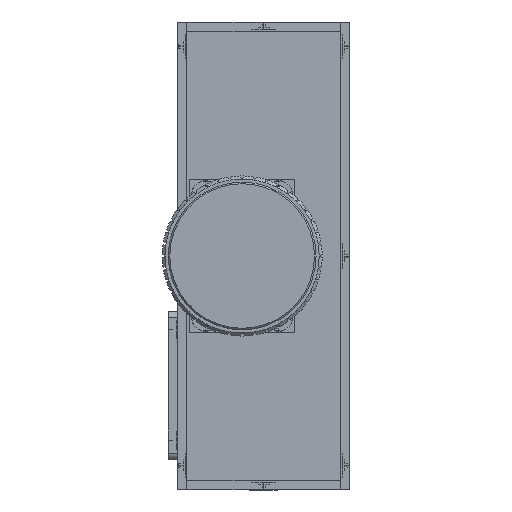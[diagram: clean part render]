
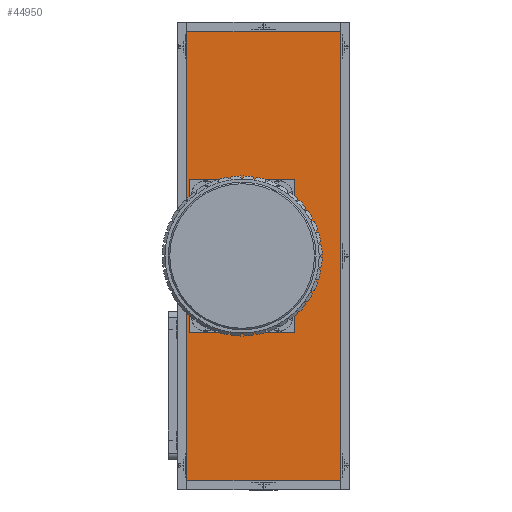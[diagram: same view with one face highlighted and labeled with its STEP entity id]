
A CAD part, left-side view. The second image highlights one B-rep face of the part: STEP entity #44950.
In plain terms, the highlighted planar face has unit normal (-1, 0, 0).
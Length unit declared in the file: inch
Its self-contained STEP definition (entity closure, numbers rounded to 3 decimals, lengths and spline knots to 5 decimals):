
#687 = ORIENTED_EDGE ( 'NONE', *, *, #101805, .F. ) ;
#3103 = VECTOR ( 'NONE', #37978, 39.37008 ) ;
#3639 = DIRECTION ( 'NONE',  ( 0., -1., 0. ) ) ;
#4641 = CARTESIAN_POINT ( 'NONE',  ( -6.33858, 0.55118, 1.43701 ) ) ;
#5775 = ORIENTED_EDGE ( 'NONE', *, *, #7818, .F. ) ;
#6612 = VERTEX_POINT ( 'NONE', #59203 ) ;
#6929 = VERTEX_POINT ( 'NONE', #79673 ) ;
#7818 = EDGE_CURVE ( 'NONE', #87805, #6929, #23694, .T. ) ;
#9204 = DIRECTION ( 'NONE',  ( 0., -1., 0. ) ) ;
#11462 = LINE ( 'NONE', #82115, #106300 ) ;
#11617 = CARTESIAN_POINT ( 'NONE',  ( -6.33858, -0.49213, 1.49606 ) ) ;
#12217 = DIRECTION ( 'NONE',  ( 0., -1., 0. ) ) ;
#12312 = VECTOR ( 'NONE', #47523, 39.37008 ) ;
#13856 = CARTESIAN_POINT ( 'NONE',  ( -6.33858, -0.19685, -0.49213 ) ) ;
#21191 = LINE ( 'NONE', #90129, #3103 ) ;
#21980 = DIRECTION ( 'NONE',  ( 0., 0., 1. ) ) ;
#23013 = PLANE ( 'NONE',  #24733 ) ;
#23694 = LINE ( 'NONE', #13856, #114354 ) ;
#24495 = ORIENTED_EDGE ( 'NONE', *, *, #53911, .F. ) ;
#24733 = AXIS2_PLACEMENT_3D ( 'NONE', #32267, #57765, #75720 ) ;
#26052 = EDGE_CURVE ( 'NONE', #74453, #87805, #82989, .T. ) ;
#26777 = CARTESIAN_POINT ( 'NONE',  ( -6.33858, 0.47244, 0.49213 ) ) ;
#27674 = VERTEX_POINT ( 'NONE', #26777 ) ;
#28823 = EDGE_LOOP ( 'NONE', ( #687, #51177, #87900, #24495 ) ) ;
#32267 = CARTESIAN_POINT ( 'NONE',  ( -6.33858, 0.55118, 1.49606 ) ) ;
#33015 = CARTESIAN_POINT ( 'NONE',  ( -6.33858, 0.49213, 1.43701 ) ) ;
#34980 = LINE ( 'NONE', #77891, #77618 ) ;
#37978 = DIRECTION ( 'NONE',  ( 0., 1., 0. ) ) ;
#38865 = VECTOR ( 'NONE', #12217, 39.37008 ) ;
#44950 = ADVANCED_FACE ( 'NONE', ( #102365, #104082 ), #23013, .F. ) ;
#46228 = DIRECTION ( 'NONE',  ( 0., 0., -1. ) ) ;
#47523 = DIRECTION ( 'NONE',  ( 0., 0., 1. ) ) ;
#50012 = EDGE_LOOP ( 'NONE', ( #109192, #104463, #101377, #5775 ) ) ;
#51177 = ORIENTED_EDGE ( 'NONE', *, *, #91770, .T. ) ;
#51345 = CARTESIAN_POINT ( 'NONE',  ( -6.33858, 0.49213, -1.43701 ) ) ;
#52057 = CARTESIAN_POINT ( 'NONE',  ( -6.33858, -0.49213, 1.43701 ) ) ;
#53911 = EDGE_CURVE ( 'NONE', #102549, #87550, #73606, .T. ) ;
#57765 = DIRECTION ( 'NONE',  ( 1., 0., 0. ) ) ;
#59203 = CARTESIAN_POINT ( 'NONE',  ( -6.33858, -0.49213, -1.43701 ) ) ;
#69198 = DIRECTION ( 'NONE',  ( 0., 0., 1. ) ) ;
#71865 = CARTESIAN_POINT ( 'NONE',  ( -6.33858, 0.47244, -0.49213 ) ) ;
#72856 = CARTESIAN_POINT ( 'NONE',  ( -6.33858, -0.19685, -0.49213 ) ) ;
#73606 = LINE ( 'NONE', #4641, #38865 ) ;
#74453 = VERTEX_POINT ( 'NONE', #71865 ) ;
#74906 = CARTESIAN_POINT ( 'NONE',  ( -6.33858, -0.19685, -0.49213 ) ) ;
#75720 = DIRECTION ( 'NONE',  ( 0., 0., 1. ) ) ;
#77618 = VECTOR ( 'NONE', #69198, 39.37008 ) ;
#77891 = CARTESIAN_POINT ( 'NONE',  ( -6.33858, 0.49213, 1.49606 ) ) ;
#79673 = CARTESIAN_POINT ( 'NONE',  ( -6.33858, -0.19685, 0.49213 ) ) ;
#80899 = VECTOR ( 'NONE', #3639, 39.37008 ) ;
#82115 = CARTESIAN_POINT ( 'NONE',  ( -6.33858, 0.47244, -0.49213 ) ) ;
#82263 = LINE ( 'NONE', #11617, #12312 ) ;
#82989 = LINE ( 'NONE', #74906, #80899 ) ;
#87550 = VERTEX_POINT ( 'NONE', #52057 ) ;
#87805 = VERTEX_POINT ( 'NONE', #72856 ) ;
#87900 = ORIENTED_EDGE ( 'NONE', *, *, #93207, .T. ) ;
#88176 = VERTEX_POINT ( 'NONE', #51345 ) ;
#89138 = LINE ( 'NONE', #97825, #108368 ) ;
#90129 = CARTESIAN_POINT ( 'NONE',  ( -6.33858, -0.19685, 0.49213 ) ) ;
#91770 = EDGE_CURVE ( 'NONE', #88176, #6612, #89138, .T. ) ;
#93207 = EDGE_CURVE ( 'NONE', #6612, #87550, #82263, .T. ) ;
#94227 = EDGE_CURVE ( 'NONE', #6929, #27674, #21191, .T. ) ;
#97825 = CARTESIAN_POINT ( 'NONE',  ( -6.33858, 0.55118, -1.43701 ) ) ;
#101377 = ORIENTED_EDGE ( 'NONE', *, *, #94227, .F. ) ;
#101805 = EDGE_CURVE ( 'NONE', #88176, #102549, #34980, .T. ) ;
#102365 = FACE_OUTER_BOUND ( 'NONE', #28823, .T. ) ;
#102549 = VERTEX_POINT ( 'NONE', #33015 ) ;
#104082 = FACE_BOUND ( 'NONE', #50012, .T. ) ;
#104463 = ORIENTED_EDGE ( 'NONE', *, *, #112809, .F. ) ;
#106300 = VECTOR ( 'NONE', #46228, 39.37008 ) ;
#108368 = VECTOR ( 'NONE', #9204, 39.37008 ) ;
#109192 = ORIENTED_EDGE ( 'NONE', *, *, #26052, .F. ) ;
#112809 = EDGE_CURVE ( 'NONE', #27674, #74453, #11462, .T. ) ;
#114354 = VECTOR ( 'NONE', #21980, 39.37008 ) ;
